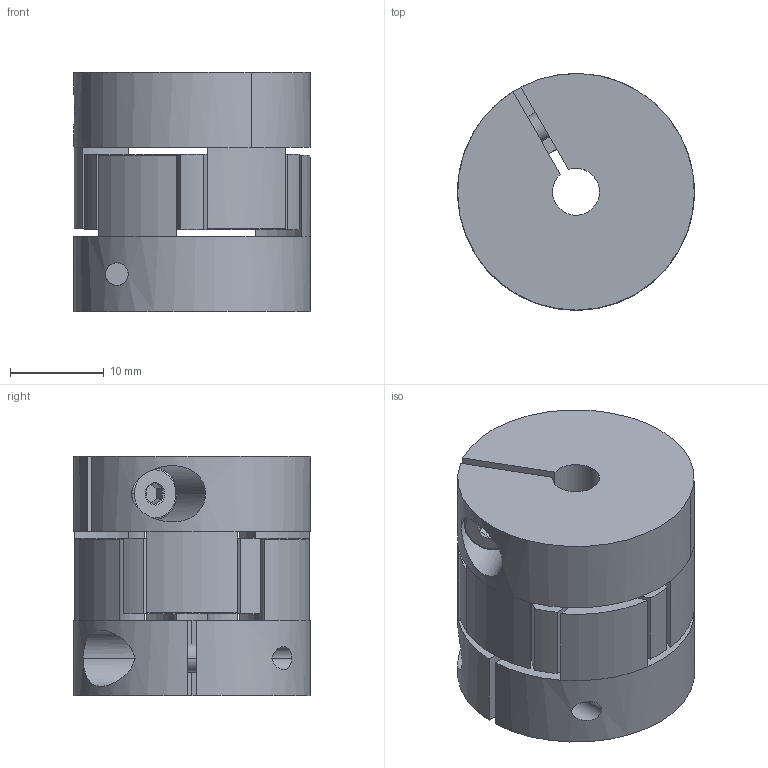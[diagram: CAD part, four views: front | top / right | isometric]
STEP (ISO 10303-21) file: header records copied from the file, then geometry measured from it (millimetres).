
FILE_DESCRIPTION(('STEP AP214'),'1');
FILE_NAME('cctmp_B0567572-7894-4387-917A-E5FA98AA1E22_2025_07_30_23_36_33_0337_45304..stp','2025-07-30T21:36:33',('igus GmbH'),('CADClick - www.CADClick.com'),'Spatial InterOp 3D',' ','unknown authorization');
FILE_SCHEMA(('AUTOMOTIVE_DESIGN'));
Length unit declared in the file: millimetre
Products named in the file (1): 2025_07_30_23_36_33_0337
Bounding box: 25.2 x 25.2 x 25.5 mm (x, y, z)
Volume: 10052.4 mm3; surface area: 6951.5 mm2
Topology: 1 solids, 1 shells, 128 faces, 388 edges, 252 vertices
Faces by surface type: cylinder 78, plane 38, cone 8, torus 4
Entity records: 5718 total; most frequent: CARTESIAN_POINT 1001, DIRECTION 840, ORIENTED_EDGE 776, EDGE_CURVE 388, AXIS2_PLACEMENT_3D 347, VERTEX_POINT 252, CIRCLE 218, LINE 146
